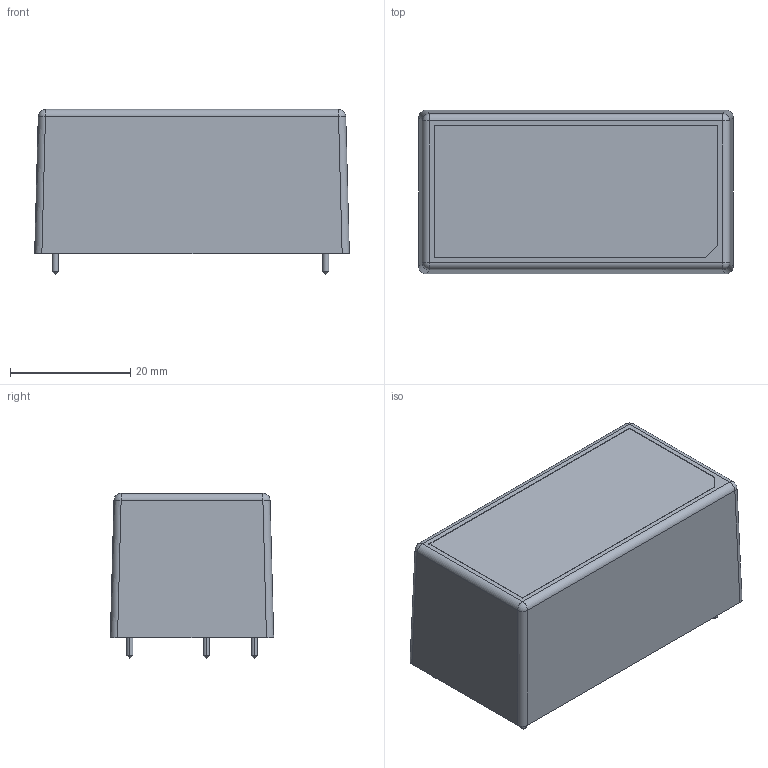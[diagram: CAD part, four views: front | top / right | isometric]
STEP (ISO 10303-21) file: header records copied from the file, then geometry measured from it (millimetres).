
FILE_DESCRIPTION(('Creo Elements/Direct Modeling STEP Export'),'2;1');
FILE_NAME('IRM-20.stp','2016-05-30T14:31:12',(''),(''),'PTC Creo Elements/Direct Modeling STEP processor for AP214 (Solid Model)','PTC Creo Elements/Direct Modeling 19.0 09-May-2014 (C) Parametric Technology GmbH','');
FILE_SCHEMA(('AUTOMOTIVE_DESIGN { 1 0 10303 214 1 1 1 1 }'));
Length unit declared in the file: millimetre
Products named in the file (7): ÊW£\; pin.1; a1; PcB; SS; ÊU£\; IRM-20
Assembly tree (9 placements, depth 3):
  IRM-20
    ÊU£\
    SS
    PcB
    a1
      pin.1  x4
    ÊW£\
Bounding box: 52.4 x 27.2 x 27.5 mm (x, y, z)
Volume: 14445.7 mm3; surface area: 17720.3 mm2
Topology: 8 solids, 8 shells, 283 faces, 703 edges, 444 vertices
Faces by surface type: plane 144, cylinder 89, bspline 18, cone 16, extrusion 8, sphere 8
Entity records: 9328 total; most frequent: CARTESIAN_POINT 3380, ORIENTED_EDGE 1258, DIRECTION 1104, EDGE_CURVE 629, VECTOR 412, LINE 404, VERTEX_POINT 402, AXIS2_PLACEMENT_3D 346
